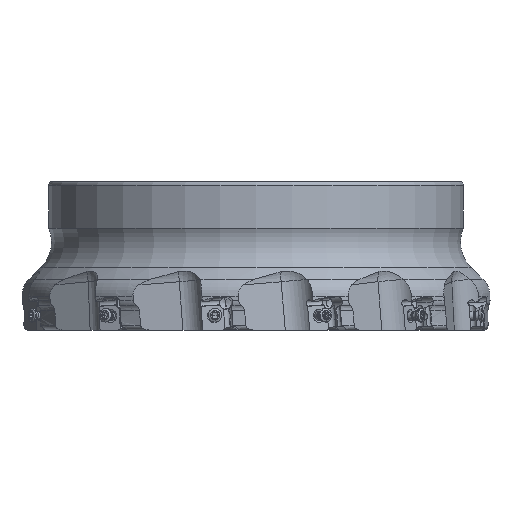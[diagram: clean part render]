
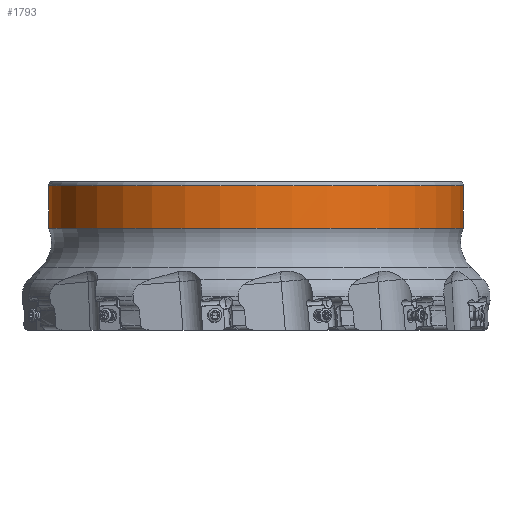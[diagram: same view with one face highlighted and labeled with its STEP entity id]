
A CAD part, front view. The second image highlights one B-rep face of the part: STEP entity #1793.
In plain terms, the highlighted cylindrical face has radius 87.5 mm (diameter 175 mm), a partial arc.
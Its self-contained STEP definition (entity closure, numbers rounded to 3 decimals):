
#1793=ADVANCED_FACE('',(#3342),#2884,.T.);
#2884=CYLINDRICAL_SURFACE('',#20073,87.5);
#3342=FACE_OUTER_BOUND('',#4406,.T.);
#4406=EDGE_LOOP('',(#7460,#7461,#7462,#7463,#7464));
#5535=LINE('',#28000,#6495);
#5536=LINE('',#28004,#6496);
#6495=VECTOR('',#22449,1.);
#6496=VECTOR('',#22452,1.);
#7460=ORIENTED_EDGE('',*,*,#15588,.T.);
#7461=ORIENTED_EDGE('',*,*,#15585,.T.);
#7462=ORIENTED_EDGE('',*,*,#15589,.T.);
#7463=ORIENTED_EDGE('',*,*,#15590,.T.);
#7464=ORIENTED_EDGE('',*,*,#15587,.T.);
#13567=VERTEX_POINT('',#27996);
#13569=VERTEX_POINT('',#27999);
#13570=VERTEX_POINT('',#28001);
#13571=VERTEX_POINT('',#28003);
#13572=VERTEX_POINT('',#28008);
#15585=EDGE_CURVE('',#13570,#13569,#5535,.T.);
#15587=EDGE_CURVE('',#13567,#13571,#5536,.T.);
#15588=EDGE_CURVE('',#13571,#13570,#18642,.T.);
#15589=EDGE_CURVE('',#13569,#13572,#18643,.T.);
#15590=EDGE_CURVE('',#13572,#13567,#18644,.T.);
#18642=CIRCLE('',#20070,87.5);
#18643=CIRCLE('',#20071,87.5);
#18644=CIRCLE('',#20072,87.5);
#20070=AXIS2_PLACEMENT_3D('',#28006,#22455,#22456);
#20071=AXIS2_PLACEMENT_3D('',#28007,#22457,#22458);
#20072=AXIS2_PLACEMENT_3D('',#28009,#22459,#22460);
#20073=AXIS2_PLACEMENT_3D('',#28010,#22461,#22462);
#22449=DIRECTION('',(0.,0.,1.));
#22452=DIRECTION('',(0.,0.,-1.));
#22455=DIRECTION('',(0.,0.,1.));
#22456=DIRECTION('',(-1.,0.,0.));
#22457=DIRECTION('',(0.,0.,-1.));
#22458=DIRECTION('',(1.,0.,0.));
#22459=DIRECTION('',(0.,0.,-1.));
#22460=DIRECTION('',(1.,0.,0.));
#22461=DIRECTION('',(0.,0.,-1.));
#22462=DIRECTION('',(-1.,0.,0.));
#27996=CARTESIAN_POINT('',(-87.5,0.,-1.7));
#27999=CARTESIAN_POINT('',(87.5,0.,-1.7));
#28000=CARTESIAN_POINT('',(87.5,0.,-19.7));
#28001=CARTESIAN_POINT('',(87.5,0.,-19.7));
#28003=CARTESIAN_POINT('',(-87.5,0.,-19.7));
#28004=CARTESIAN_POINT('',(-87.5,0.,-1.7));
#28006=CARTESIAN_POINT('',(0.,0.,-19.7));
#28007=CARTESIAN_POINT('',(0.,0.,-1.7));
#28008=CARTESIAN_POINT('',(87.5,-0.022,-1.7));
#28009=CARTESIAN_POINT('',(0.,0.,-1.7));
#28010=CARTESIAN_POINT('',(0.,0.,-1.34));
